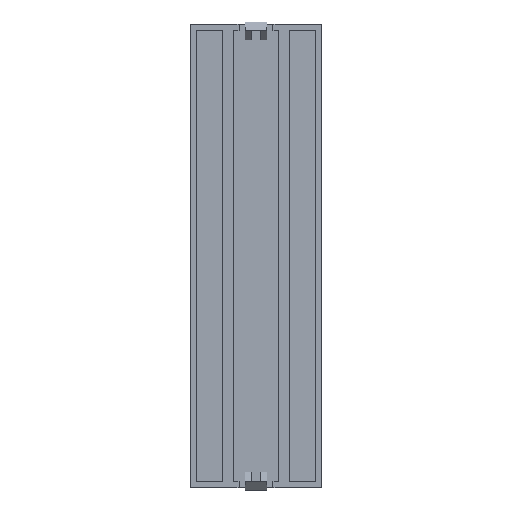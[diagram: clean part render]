
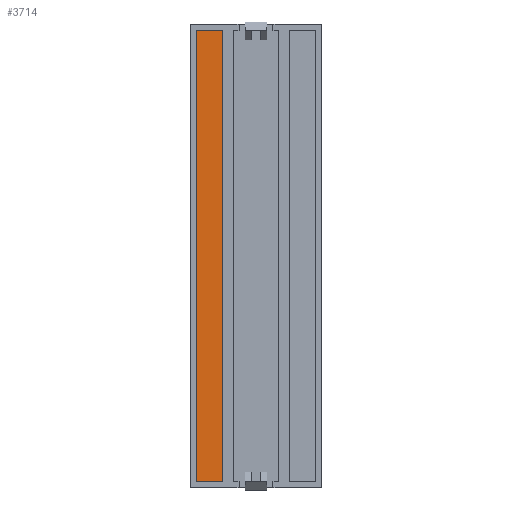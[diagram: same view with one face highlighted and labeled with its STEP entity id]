
A CAD part, top view. The second image highlights one B-rep face of the part: STEP entity #3714.
In plain terms, the highlighted planar face has unit normal (0, 0, 1).
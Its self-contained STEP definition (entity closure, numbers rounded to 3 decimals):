
#346 = PLANE('',#347);
#347 = AXIS2_PLACEMENT_3D('',#348,#349,#350);
#348 = CARTESIAN_POINT('',(2.,2.,0.3));
#349 = DIRECTION('',(1.,0.,0.));
#350 = DIRECTION('',(0.,0.,1.));
#374 = PLANE('',#375);
#375 = AXIS2_PLACEMENT_3D('',#376,#377,#378);
#376 = CARTESIAN_POINT('',(2.,148.,0.3));
#377 = DIRECTION('',(0.,1.,0.));
#378 = DIRECTION('',(0.,0.,1.));
#402 = PLANE('',#403);
#403 = AXIS2_PLACEMENT_3D('',#404,#405,#406);
#404 = CARTESIAN_POINT('',(10.5,2.,0.3));
#405 = DIRECTION('',(1.,0.,0.));
#406 = DIRECTION('',(0.,0.,1.));
#428 = PLANE('',#429);
#429 = AXIS2_PLACEMENT_3D('',#430,#431,#432);
#430 = CARTESIAN_POINT('',(2.,2.,0.3));
#431 = DIRECTION('',(0.,1.,0.));
#432 = DIRECTION('',(0.,0.,1.));
#1812 = VERTEX_POINT('',#1813);
#1813 = CARTESIAN_POINT('',(2.,2.,0.3));
#1834 = EDGE_CURVE('',#1812,#1835,#1837,.T.);
#1835 = VERTEX_POINT('',#1836);
#1836 = CARTESIAN_POINT('',(2.,148.,0.3));
#1837 = SURFACE_CURVE('',#1838,(#1842,#1849),.PCURVE_S1.);
#1838 = LINE('',#1839,#1840);
#1839 = CARTESIAN_POINT('',(2.,2.,0.3));
#1840 = VECTOR('',#1841,1.);
#1841 = DIRECTION('',(0.,1.,0.));
#1842 = PCURVE('',#346,#1843);
#1843 = DEFINITIONAL_REPRESENTATION('',(#1844),#1848);
#1844 = LINE('',#1845,#1846);
#1845 = CARTESIAN_POINT('',(0.,0.));
#1846 = VECTOR('',#1847,1.);
#1847 = DIRECTION('',(0.,-1.));
#1848 = ( GEOMETRIC_REPRESENTATION_CONTEXT(2) 
PARAMETRIC_REPRESENTATION_CONTEXT() REPRESENTATION_CONTEXT('2D SPACE',''
  ) );
#1849 = PCURVE('',#1850,#1855);
#1850 = PLANE('',#1851);
#1851 = AXIS2_PLACEMENT_3D('',#1852,#1853,#1854);
#1852 = CARTESIAN_POINT('',(2.,2.,0.3));
#1853 = DIRECTION('',(0.,0.,1.));
#1854 = DIRECTION('',(1.,0.,0.));
#1855 = DEFINITIONAL_REPRESENTATION('',(#1856),#1860);
#1856 = LINE('',#1857,#1858);
#1857 = CARTESIAN_POINT('',(0.,0.));
#1858 = VECTOR('',#1859,1.);
#1859 = DIRECTION('',(0.,1.));
#1860 = ( GEOMETRIC_REPRESENTATION_CONTEXT(2) 
PARAMETRIC_REPRESENTATION_CONTEXT() REPRESENTATION_CONTEXT('2D SPACE',''
  ) );
#1887 = EDGE_CURVE('',#1812,#1888,#1890,.T.);
#1888 = VERTEX_POINT('',#1889);
#1889 = CARTESIAN_POINT('',(10.5,2.,0.3));
#1890 = SURFACE_CURVE('',#1891,(#1895,#1902),.PCURVE_S1.);
#1891 = LINE('',#1892,#1893);
#1892 = CARTESIAN_POINT('',(2.,2.,0.3));
#1893 = VECTOR('',#1894,1.);
#1894 = DIRECTION('',(1.,0.,0.));
#1895 = PCURVE('',#428,#1896);
#1896 = DEFINITIONAL_REPRESENTATION('',(#1897),#1901);
#1897 = LINE('',#1898,#1899);
#1898 = CARTESIAN_POINT('',(0.,0.));
#1899 = VECTOR('',#1900,1.);
#1900 = DIRECTION('',(0.,1.));
#1901 = ( GEOMETRIC_REPRESENTATION_CONTEXT(2) 
PARAMETRIC_REPRESENTATION_CONTEXT() REPRESENTATION_CONTEXT('2D SPACE',''
  ) );
#1902 = PCURVE('',#1850,#1903);
#1903 = DEFINITIONAL_REPRESENTATION('',(#1904),#1908);
#1904 = LINE('',#1905,#1906);
#1905 = CARTESIAN_POINT('',(0.,0.));
#1906 = VECTOR('',#1907,1.);
#1907 = DIRECTION('',(1.,0.));
#1908 = ( GEOMETRIC_REPRESENTATION_CONTEXT(2) 
PARAMETRIC_REPRESENTATION_CONTEXT() REPRESENTATION_CONTEXT('2D SPACE',''
  ) );
#1937 = EDGE_CURVE('',#1888,#1938,#1940,.T.);
#1938 = VERTEX_POINT('',#1939);
#1939 = CARTESIAN_POINT('',(10.5,148.,0.3));
#1940 = SURFACE_CURVE('',#1941,(#1945,#1952),.PCURVE_S1.);
#1941 = LINE('',#1942,#1943);
#1942 = CARTESIAN_POINT('',(10.5,2.,0.3));
#1943 = VECTOR('',#1944,1.);
#1944 = DIRECTION('',(0.,1.,0.));
#1945 = PCURVE('',#402,#1946);
#1946 = DEFINITIONAL_REPRESENTATION('',(#1947),#1951);
#1947 = LINE('',#1948,#1949);
#1948 = CARTESIAN_POINT('',(0.,0.));
#1949 = VECTOR('',#1950,1.);
#1950 = DIRECTION('',(0.,-1.));
#1951 = ( GEOMETRIC_REPRESENTATION_CONTEXT(2) 
PARAMETRIC_REPRESENTATION_CONTEXT() REPRESENTATION_CONTEXT('2D SPACE',''
  ) );
#1952 = PCURVE('',#1850,#1953);
#1953 = DEFINITIONAL_REPRESENTATION('',(#1954),#1958);
#1954 = LINE('',#1955,#1956);
#1955 = CARTESIAN_POINT('',(8.5,0.));
#1956 = VECTOR('',#1957,1.);
#1957 = DIRECTION('',(0.,1.));
#1958 = ( GEOMETRIC_REPRESENTATION_CONTEXT(2) 
PARAMETRIC_REPRESENTATION_CONTEXT() REPRESENTATION_CONTEXT('2D SPACE',''
  ) );
#1985 = EDGE_CURVE('',#1835,#1938,#1986,.T.);
#1986 = SURFACE_CURVE('',#1987,(#1991,#1998),.PCURVE_S1.);
#1987 = LINE('',#1988,#1989);
#1988 = CARTESIAN_POINT('',(2.,148.,0.3));
#1989 = VECTOR('',#1990,1.);
#1990 = DIRECTION('',(1.,0.,0.));
#1991 = PCURVE('',#374,#1992);
#1992 = DEFINITIONAL_REPRESENTATION('',(#1993),#1997);
#1993 = LINE('',#1994,#1995);
#1994 = CARTESIAN_POINT('',(0.,0.));
#1995 = VECTOR('',#1996,1.);
#1996 = DIRECTION('',(0.,1.));
#1997 = ( GEOMETRIC_REPRESENTATION_CONTEXT(2) 
PARAMETRIC_REPRESENTATION_CONTEXT() REPRESENTATION_CONTEXT('2D SPACE',''
  ) );
#1998 = PCURVE('',#1850,#1999);
#1999 = DEFINITIONAL_REPRESENTATION('',(#2000),#2004);
#2000 = LINE('',#2001,#2002);
#2001 = CARTESIAN_POINT('',(0.,146.));
#2002 = VECTOR('',#2003,1.);
#2003 = DIRECTION('',(1.,0.));
#2004 = ( GEOMETRIC_REPRESENTATION_CONTEXT(2) 
PARAMETRIC_REPRESENTATION_CONTEXT() REPRESENTATION_CONTEXT('2D SPACE',''
  ) );
#3714 = ADVANCED_FACE('',(#3715),#1850,.T.);
#3715 = FACE_BOUND('',#3716,.T.);
#3716 = EDGE_LOOP('',(#3717,#3718,#3719,#3720));
#3717 = ORIENTED_EDGE('',*,*,#1834,.F.);
#3718 = ORIENTED_EDGE('',*,*,#1887,.T.);
#3719 = ORIENTED_EDGE('',*,*,#1937,.T.);
#3720 = ORIENTED_EDGE('',*,*,#1985,.F.);
